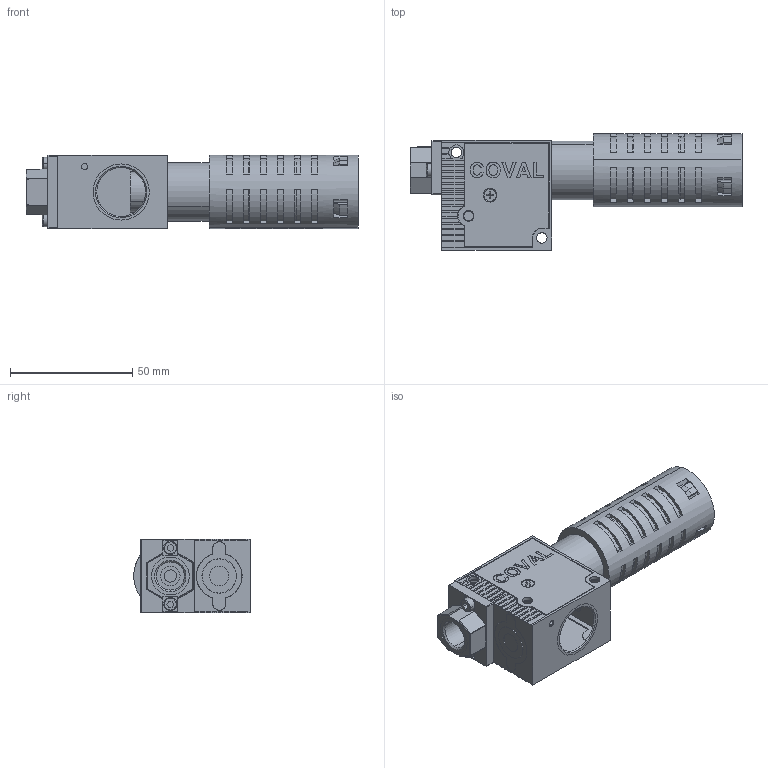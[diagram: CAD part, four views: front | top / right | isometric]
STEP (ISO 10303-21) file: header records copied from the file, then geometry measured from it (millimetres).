
FILE_DESCRIPTION(('STEP AP214'),'1');
FILE_NAME('COVAL_GVP20NS14.stp','2017-12-27T14:31:57',('TraceParts'),('TraceParts S.A.'),'Spatial InterOp 3D',' ',' ');
FILE_SCHEMA(('automotive_design'));
Length unit declared in the file: millimetre
Products named in the file (4): COVAL_GVP20NS14_1; COVAL_GVP20NS14_2; COVAL_GVP20NS14_3; COVAL_GVP20NS14_4
Bounding box: 136 x 47.68 x 30 mm (x, y, z)
Volume: 58170.8 mm3; surface area: 52854.5 mm2
Topology: 24 solids, 24 shells, 810 faces, 2153 edges, 1418 vertices
Faces by surface type: plane 516, cylinder 201, cone 66, bspline 19, sphere 4, torus 4
Entity records: 33960 total; most frequent: CARTESIAN_POINT 6426, DIRECTION 4307, ORIENTED_EDGE 4306, EDGE_CURVE 2153, AXIS2_PLACEMENT_3D 1441, LINE 1425, VECTOR 1425, VERTEX_POINT 1418
